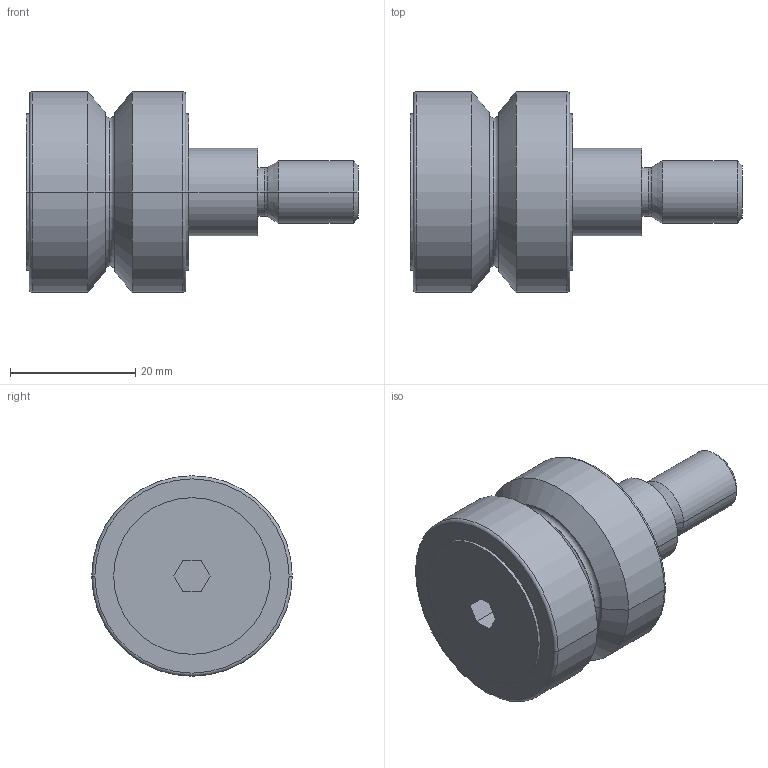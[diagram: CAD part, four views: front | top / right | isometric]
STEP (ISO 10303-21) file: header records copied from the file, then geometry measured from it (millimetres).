
FILE_DESCRIPTION (( 'STEP AP214' ), '1' );
FILE_NAME ('NFR 32.STEP', '2010-08-31T10:11:22', ( '*' ), ( '' ), 'SwSTEP 2.0', 'SolidWorks 2009', '' );
FILE_SCHEMA (( 'AUTOMOTIVE_DESIGN' ));
Length unit declared in the file: millimetre
Products named in the file (1): NFR 32
Bounding box: 53 x 32 x 32 mm (x, y, z)
Volume: 21803.1 mm3; surface area: 5631.6 mm2
Topology: 1 solids, 1 shells, 54 faces, 114 edges, 70 vertices
Faces by surface type: plane 22, cylinder 14, torus 10, cone 8
Entity records: 1506 total; most frequent: DIRECTION 280, CARTESIAN_POINT 239, ORIENTED_EDGE 228, EDGE_CURVE 114, AXIS2_PLACEMENT_3D 111, VERTEX_POINT 70, EDGE_LOOP 62, VECTOR 58
